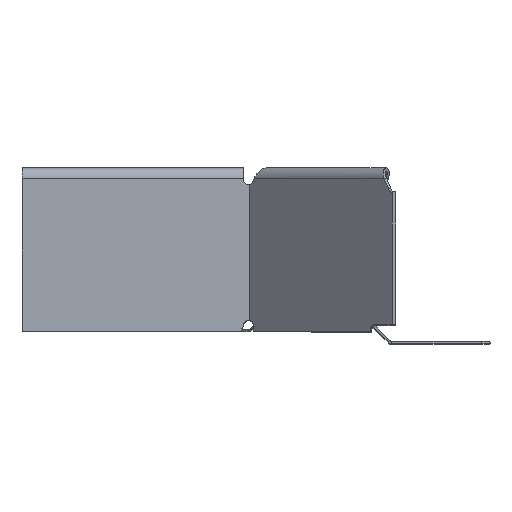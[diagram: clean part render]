
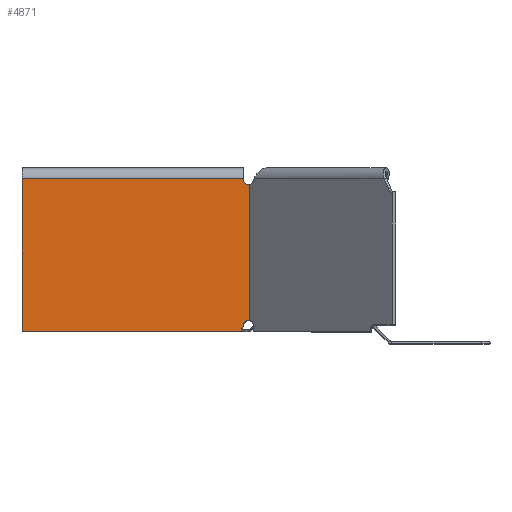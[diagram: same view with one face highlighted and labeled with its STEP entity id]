
A CAD part, top view. The second image highlights one B-rep face of the part: STEP entity #4871.
In plain terms, the highlighted face is planar.
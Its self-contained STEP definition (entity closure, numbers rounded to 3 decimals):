
#188 = VECTOR ( 'NONE', #4806, 1000. ) ;
#265 = VERTEX_POINT ( 'NONE', #4549 ) ;
#301 = CARTESIAN_POINT ( 'NONE',  ( -77.1, 1.75, -6.75 ) ) ;
#327 = DIRECTION ( 'NONE',  ( 0., 0., -1. ) ) ;
#337 = CARTESIAN_POINT ( 'NONE',  ( 0., 1.75, -6.75 ) ) ;
#372 = CARTESIAN_POINT ( 'NONE',  ( -206.54, 0., -6.75 ) ) ;
#425 = VERTEX_POINT ( 'NONE', #301 ) ;
#447 = DIRECTION ( 'NONE',  ( 0., 1., 0. ) ) ;
#459 = CARTESIAN_POINT ( 'NONE',  ( -79.187, 4., -6.75 ) ) ;
#495 = B_SPLINE_CURVE_WITH_KNOTS ( 'NONE', 3,
 ( #1762, #5384, #4059, #3528 ),
 .UNSPECIFIED., .F., .F.,
 ( 4, 4 ),
 ( 0.002, 0.002 ),
 .UNSPECIFIED. ) ;
#637 = AXIS2_PLACEMENT_3D ( 'NONE', #4782, #327, #3518 ) ;
#658 = VECTOR ( 'NONE', #447, 1000. ) ;
#669 = DIRECTION ( 'NONE',  ( 0., 0., -1. ) ) ;
#801 = LINE ( 'NONE', #3023, #188 ) ;
#912 = CIRCLE ( 'NONE', #637, 2.25 ) ;
#945 = ORIENTED_EDGE ( 'NONE', *, *, #4039, .T. ) ;
#1191 = CARTESIAN_POINT ( 'NONE',  ( -76.361, 0., -6.75 ) ) ;
#1347 = CARTESIAN_POINT ( 'NONE',  ( -77.1, 1.75, -6.75 ) ) ;
#1383 = FACE_OUTER_BOUND ( 'NONE', #3575, .T. ) ;
#1434 = EDGE_CURVE ( 'NONE', #2088, #4906, #495, .T. ) ;
#1526 = ORIENTED_EDGE ( 'NONE', *, *, #2778, .F. ) ;
#1728 = DIRECTION ( 'NONE',  ( 0., -1., 0. ) ) ;
#1754 = LINE ( 'NONE', #5408, #3459 ) ;
#1762 = CARTESIAN_POINT ( 'NONE',  ( -78.98, 51.031, -6.75 ) ) ;
#1862 = B_SPLINE_CURVE_WITH_KNOTS ( 'NONE', 3,
 ( #1347, #3533, #2609, #3150, #5781, #4494 ),
 .UNSPECIFIED., .F., .F.,
 ( 4, 2, 4 ),
 ( 0.001, 0.002, 0.003 ),
 .UNSPECIFIED. ) ;
#1988 = EDGE_CURVE ( 'NONE', #3278, #2088, #2714, .T. ) ;
#2088 = VERTEX_POINT ( 'NONE', #2370 ) ;
#2181 = DIRECTION ( 'NONE',  ( 0., -1., 0. ) ) ;
#2303 = ORIENTED_EDGE ( 'NONE', *, *, #1434, .F. ) ;
#2315 = CARTESIAN_POINT ( 'NONE',  ( -79.049, 3.985, -6.75 ) ) ;
#2328 = VERTEX_POINT ( 'NONE', #2961 ) ;
#2334 = CARTESIAN_POINT ( 'NONE',  ( -77.1, 53.25, -6.75 ) ) ;
#2370 = CARTESIAN_POINT ( 'NONE',  ( -78.98, 51.031, -6.75 ) ) ;
#2521 = DIRECTION ( 'NONE',  ( -1., 0., 0. ) ) ;
#2548 = CARTESIAN_POINT ( 'NONE',  ( -79.35, 53.25, -6.75 ) ) ;
#2609 = CARTESIAN_POINT ( 'NONE',  ( -76.8, 1.189, -6.75 ) ) ;
#2612 = PLANE ( 'NONE',  #2827 ) ;
#2637 = ORIENTED_EDGE ( 'NONE', *, *, #5370, .T. ) ;
#2708 = ORIENTED_EDGE ( 'NONE', *, *, #5779, .T. ) ;
#2714 = CIRCLE ( 'NONE', #3778, 2.25 ) ;
#2762 = EDGE_CURVE ( 'NONE', #3651, #4832, #1754, .T. ) ;
#2778 = EDGE_CURVE ( 'NONE', #425, #4444, #1862, .T. ) ;
#2822 = VECTOR ( 'NONE', #2181, 1000. ) ;
#2827 = AXIS2_PLACEMENT_3D ( 'NONE', #372, #5000, #5783 ) ;
#2961 = CARTESIAN_POINT ( 'NONE',  ( 0., 53.25, -6.75 ) ) ;
#2982 = ORIENTED_EDGE ( 'NONE', *, *, #3385, .F. ) ;
#3023 = CARTESIAN_POINT ( 'NONE',  ( -206.54, 53.25, -6.75 ) ) ;
#3039 = ORIENTED_EDGE ( 'NONE', *, *, #2762, .T. ) ;
#3075 = CARTESIAN_POINT ( 'NONE',  ( -79.187, 0., -6.75 ) ) ;
#3150 = CARTESIAN_POINT ( 'NONE',  ( -76.547, 0.606, -6.75 ) ) ;
#3278 = VERTEX_POINT ( 'NONE', #2334 ) ;
#3385 = EDGE_CURVE ( 'NONE', #265, #425, #912, .T. ) ;
#3459 = VECTOR ( 'NONE', #1728, 1000. ) ;
#3518 = DIRECTION ( 'NONE',  ( 0., 1., 0. ) ) ;
#3528 = CARTESIAN_POINT ( 'NONE',  ( -79.187, 51., -6.75 ) ) ;
#3533 = CARTESIAN_POINT ( 'NONE',  ( -76.949, 1.47, -6.75 ) ) ;
#3575 = EDGE_LOOP ( 'NONE', ( #2982, #2708, #3659, #2303, #4085, #2637, #4221, #3039, #945, #1526 ) ) ;
#3651 = VERTEX_POINT ( 'NONE', #337 ) ;
#3659 = ORIENTED_EDGE ( 'NONE', *, *, #5364, .F. ) ;
#3778 = AXIS2_PLACEMENT_3D ( 'NONE', #2548, #669, #3903 ) ;
#3816 = VECTOR ( 'NONE', #2521, 1000. ) ;
#3903 = DIRECTION ( 'NONE',  ( 0., 1., 0. ) ) ;
#3987 = CARTESIAN_POINT ( 'NONE',  ( -206.54, 0., -6.75 ) ) ;
#4007 = LINE ( 'NONE', #3075, #2822 ) ;
#4039 = EDGE_CURVE ( 'NONE', #4832, #4444, #4456, .T. ) ;
#4059 = CARTESIAN_POINT ( 'NONE',  ( -79.118, 51., -6.75 ) ) ;
#4085 = ORIENTED_EDGE ( 'NONE', *, *, #1988, .F. ) ;
#4149 = CARTESIAN_POINT ( 'NONE',  ( -79.118, 4., -6.75 ) ) ;
#4221 = ORIENTED_EDGE ( 'NONE', *, *, #5074, .F. ) ;
#4444 = VERTEX_POINT ( 'NONE', #1191 ) ;
#4456 = LINE ( 'NONE', #3987, #3816 ) ;
#4494 = CARTESIAN_POINT ( 'NONE',  ( -76.361, 0., -6.75 ) ) ;
#4497 = CARTESIAN_POINT ( 'NONE',  ( -78.98, 3.969, -6.75 ) ) ;
#4549 = CARTESIAN_POINT ( 'NONE',  ( -78.98, 3.969, -6.75 ) ) ;
#4576 = LINE ( 'NONE', #5517, #658 ) ;
#4782 = CARTESIAN_POINT ( 'NONE',  ( -79.35, 1.75, -6.75 ) ) ;
#4796 = CARTESIAN_POINT ( 'NONE',  ( 0., 0., -6.75 ) ) ;
#4806 = DIRECTION ( 'NONE',  ( 1., 0., 0. ) ) ;
#4827 = CARTESIAN_POINT ( 'NONE',  ( -79.187, 4., -6.75 ) ) ;
#4832 = VERTEX_POINT ( 'NONE', #4796 ) ;
#4871 = ADVANCED_FACE ( 'NONE', ( #1383 ), #2612, .F. ) ;
#4899 = B_SPLINE_CURVE_WITH_KNOTS ( 'NONE', 3,
 ( #4497, #2315, #4149, #459 ),
 .UNSPECIFIED., .F., .F.,
 ( 4, 4 ),
 ( 0.002, 0.002 ),
 .UNSPECIFIED. ) ;
#4906 = VERTEX_POINT ( 'NONE', #5410 ) ;
#5000 = DIRECTION ( 'NONE',  ( 0., 0., 1. ) ) ;
#5074 = EDGE_CURVE ( 'NONE', #3651, #2328, #4576, .T. ) ;
#5364 = EDGE_CURVE ( 'NONE', #4906, #5729, #4007, .T. ) ;
#5370 = EDGE_CURVE ( 'NONE', #3278, #2328, #801, .T. ) ;
#5384 = CARTESIAN_POINT ( 'NONE',  ( -79.049, 51.015, -6.75 ) ) ;
#5408 = CARTESIAN_POINT ( 'NONE',  ( 0., 1.75, -6.75 ) ) ;
#5410 = CARTESIAN_POINT ( 'NONE',  ( -79.187, 51., -6.75 ) ) ;
#5517 = CARTESIAN_POINT ( 'NONE',  ( 0., 0., -6.75 ) ) ;
#5729 = VERTEX_POINT ( 'NONE', #4827 ) ;
#5779 = EDGE_CURVE ( 'NONE', #265, #5729, #4899, .T. ) ;
#5781 = CARTESIAN_POINT ( 'NONE',  ( -76.442, 0.304, -6.75 ) ) ;
#5783 = DIRECTION ( 'NONE',  ( 0., 1., 0. ) ) ;
